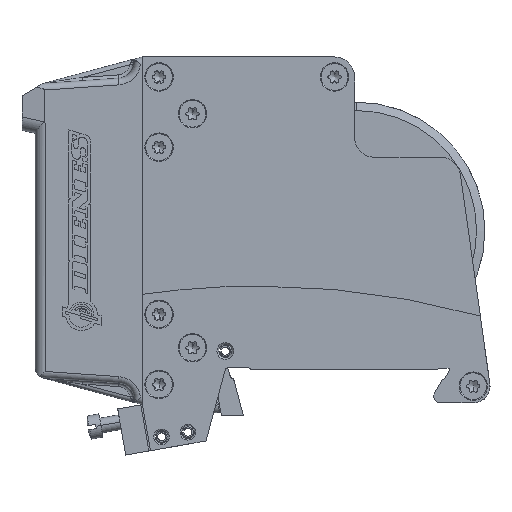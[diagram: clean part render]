
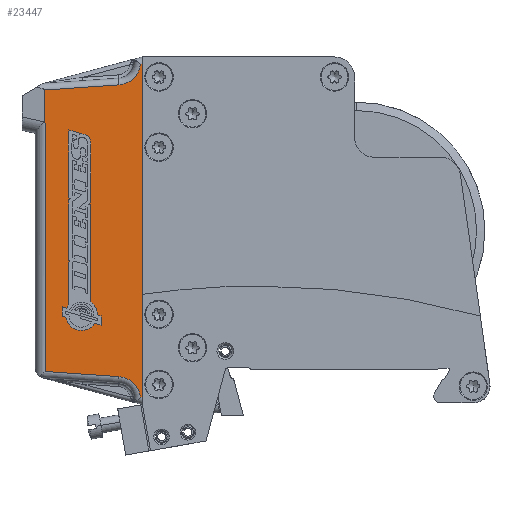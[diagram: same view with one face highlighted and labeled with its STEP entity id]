
A CAD part, left-side view. The second image highlights one B-rep face of the part: STEP entity #23447.
In plain terms, the highlighted planar face has unit normal (-1, 0, 0).
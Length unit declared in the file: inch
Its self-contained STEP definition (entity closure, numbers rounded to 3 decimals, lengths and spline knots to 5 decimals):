
#345 = EDGE_CURVE ( 'NONE', #25774, #25437, #20348, .T. ) ;
#1170 = EDGE_CURVE ( 'NONE', #24740, #16487, #13360, .T. ) ;
#1635 = ORIENTED_EDGE ( 'NONE', *, *, #31983, .T. ) ;
#1775 = EDGE_CURVE ( 'NONE', #20297, #18697, #27373, .T. ) ;
#2349 = CARTESIAN_POINT ( 'NONE',  ( 0.00157, 2.40906, 1.28177 ) ) ;
#2386 = LINE ( 'NONE', #23438, #20283 ) ;
#2390 = DIRECTION ( 'NONE',  ( 1., 0., 0. ) ) ;
#2469 = CARTESIAN_POINT ( 'NONE',  ( 0.00157, 2.40119, 1.26384 ) ) ;
#3422 = CARTESIAN_POINT ( 'NONE',  ( 0.00157, 2.40119, 1.26384 ) ) ;
#3623 = VERTEX_POINT ( 'NONE', #27376 ) ;
#4015 = LINE ( 'NONE', #31843, #13601 ) ;
#4448 = VECTOR ( 'NONE', #13974, 39.37008 ) ;
#5110 = CARTESIAN_POINT ( 'NONE',  ( 0.00157, 1.25945, 1.96573 ) ) ;
#5617 = ORIENTED_EDGE ( 'NONE', *, *, #28527, .F. ) ;
#7255 = CARTESIAN_POINT ( 'NONE',  ( 0.00157, 2.40906, 1.28177 ) ) ;
#7777 =( BOUNDED_CURVE ( )  B_SPLINE_CURVE ( 3, ( #7255, #19189, #10344, #3422 ),
 .UNSPECIFIED., .F., .T. ) 
 B_SPLINE_CURVE_WITH_KNOTS ( ( 4, 4 ),
 ( 0.02129, 0.12253 ),
 .UNSPECIFIED. ) 
 CURVE ( )  GEOMETRIC_REPRESENTATION_ITEM ( )  RATIONAL_B_SPLINE_CURVE ( ( 1., 0.999, 0.999, 1. ) ) 
 REPRESENTATION_ITEM ( '' )  );
#8896 = ORIENTED_EDGE ( 'NONE', *, *, #1170, .T. ) ;
#8970 = CARTESIAN_POINT ( 'NONE',  ( 0.00157, 1.25945, -1.96573 ) ) ;
#9067 = VECTOR ( 'NONE', #32320, 39.37008 ) ;
#9162 = DIRECTION ( 'NONE',  ( 0., 0., -1. ) ) ;
#10344 = CARTESIAN_POINT ( 'NONE',  ( 0.00157, 2.40643, 1.27035 ) ) ;
#11006 = EDGE_CURVE ( 'NONE', #13423, #3623, #2386, .T. ) ;
#11464 = DIRECTION ( 'NONE',  ( 0., 0.998, -0.07 ) ) ;
#11569 = ORIENTED_EDGE ( 'NONE', *, *, #1775, .T. ) ;
#13148 = CARTESIAN_POINT ( 'NONE',  ( 0.00157, 1.5355, -1.71777 ) ) ;
#13360 = LINE ( 'NONE', #20236, #9067 ) ;
#13374 = AXIS2_PLACEMENT_3D ( 'NONE', #26617, #20312, #20703 ) ;
#13423 = VERTEX_POINT ( 'NONE', #5110 ) ;
#13583 = DIRECTION ( 'NONE',  ( 0., 0., 1. ) ) ;
#13601 = VECTOR ( 'NONE', #18922, 39.37008 ) ;
#13974 = DIRECTION ( 'NONE',  ( 0., -0.966, -0.259 ) ) ;
#14293 = ORIENTED_EDGE ( 'NONE', *, *, #16894, .T. ) ;
#14368 = DIRECTION ( 'NONE',  ( 0., 0.966, -0.259 ) ) ;
#14435 = ORIENTED_EDGE ( 'NONE', *, *, #11006, .T. ) ;
#14453 = CARTESIAN_POINT ( 'NONE',  ( 0.00157, 2.40906, 1.65693 ) ) ;
#16131 = CARTESIAN_POINT ( 'NONE',  ( 0.00157, 1.28109, -1.95993 ) ) ;
#16487 = VERTEX_POINT ( 'NONE', #32179 ) ;
#16550 = EDGE_LOOP ( 'NONE', ( #25374, #5617, #14435, #29867, #29259, #1635, #23103, #8896, #14293, #11569 ) ) ;
#16894 = EDGE_CURVE ( 'NONE', #16487, #20297, #31737, .T. ) ;
#16936 = DIRECTION ( 'NONE',  ( 0., 0., 1. ) ) ;
#17349 = VERTEX_POINT ( 'NONE', #2349 ) ;
#18697 = VERTEX_POINT ( 'NONE', #16131 ) ;
#18922 = DIRECTION ( 'NONE',  ( 0., 0., -1. ) ) ;
#19189 = CARTESIAN_POINT ( 'NONE',  ( 0.00157, 2.40906, 1.27633 ) ) ;
#19216 = DIRECTION ( 'NONE',  ( 0., -0.998, -0.07 ) ) ;
#20034 = LINE ( 'NONE', #32124, #35334 ) ;
#20236 = CARTESIAN_POINT ( 'NONE',  ( 0.00157, 2.40119, -1.61904 ) ) ;
#20283 = VECTOR ( 'NONE', #14368, 39.37008 ) ;
#20297 = VERTEX_POINT ( 'NONE', #13148 ) ;
#20312 = DIRECTION ( 'NONE',  ( -1., 0., 0. ) ) ;
#20348 = LINE ( 'NONE', #38398, #29177 ) ;
#20500 = FACE_OUTER_BOUND ( 'NONE', #16550, .T. ) ;
#20703 = DIRECTION ( 'NONE',  ( 0., 0., 1. ) ) ;
#20892 = PLANE ( 'NONE',  #13374 ) ;
#22048 = CIRCLE ( 'NONE', #27079, 0.27559 ) ;
#22413 = CARTESIAN_POINT ( 'NONE',  ( 0.00157, 1.5355, -1.71777 ) ) ;
#22557 = CARTESIAN_POINT ( 'NONE',  ( 0.00157, 1.5355, 1.71801 ) ) ;
#23103 = ORIENTED_EDGE ( 'NONE', *, *, #27426, .T. ) ;
#23438 = CARTESIAN_POINT ( 'NONE',  ( 0.00157, 1.3375, 1.94481 ) ) ;
#23447 = ADVANCED_FACE ( 'NONE', ( #20500 ), #20892, .T. ) ;
#24244 = CARTESIAN_POINT ( 'NONE',  ( 0.00157, 1.55473, 1.99293 ) ) ;
#24740 = VERTEX_POINT ( 'NONE', #2469 ) ;
#25141 = EDGE_CURVE ( 'NONE', #3623, #25774, #22048, .T. ) ;
#25374 = ORIENTED_EDGE ( 'NONE', *, *, #31222, .T. ) ;
#25437 = VERTEX_POINT ( 'NONE', #14453 ) ;
#25774 = VERTEX_POINT ( 'NONE', #22557 ) ;
#26617 = CARTESIAN_POINT ( 'NONE',  ( 0.00157, 2.40119, -1.61904 ) ) ;
#27079 = AXIS2_PLACEMENT_3D ( 'NONE', #24244, #28425, #13583 ) ;
#27373 = CIRCLE ( 'NONE', #35658, 0.27559 ) ;
#27376 = CARTESIAN_POINT ( 'NONE',  ( 0.00157, 1.28112, 1.95992 ) ) ;
#27426 = EDGE_CURVE ( 'NONE', #17349, #24740, #7777, .T. ) ;
#27870 = LINE ( 'NONE', #28480, #4448 ) ;
#28425 = DIRECTION ( 'NONE',  ( 1., 0., 0. ) ) ;
#28480 = CARTESIAN_POINT ( 'NONE',  ( 0.00157, 1.23907, -1.97119 ) ) ;
#28527 = EDGE_CURVE ( 'NONE', #13423, #38605, #4015, .T. ) ;
#29177 = VECTOR ( 'NONE', #11464, 39.37008 ) ;
#29259 = ORIENTED_EDGE ( 'NONE', *, *, #345, .T. ) ;
#29867 = ORIENTED_EDGE ( 'NONE', *, *, #25141, .T. ) ;
#31222 = EDGE_CURVE ( 'NONE', #18697, #38605, #27870, .T. ) ;
#31737 = LINE ( 'NONE', #22413, #33693 ) ;
#31843 = CARTESIAN_POINT ( 'NONE',  ( 0.00157, 1.25945, -1.61904 ) ) ;
#31983 = EDGE_CURVE ( 'NONE', #25437, #17349, #20034, .T. ) ;
#32124 = CARTESIAN_POINT ( 'NONE',  ( 0.00157, 2.40906, 2.04724 ) ) ;
#32179 = CARTESIAN_POINT ( 'NONE',  ( 0.00157, 2.40119, -1.65724 ) ) ;
#32320 = DIRECTION ( 'NONE',  ( 0., 0., -1. ) ) ;
#32617 = CARTESIAN_POINT ( 'NONE',  ( 0.00157, 1.55473, -1.99269 ) ) ;
#33693 = VECTOR ( 'NONE', #19216, 39.37008 ) ;
#35334 = VECTOR ( 'NONE', #9162, 39.37008 ) ;
#35658 = AXIS2_PLACEMENT_3D ( 'NONE', #32617, #2390, #16936 ) ;
#38398 = CARTESIAN_POINT ( 'NONE',  ( 0.00157, 2.62919, 1.64154 ) ) ;
#38605 = VERTEX_POINT ( 'NONE', #8970 ) ;
